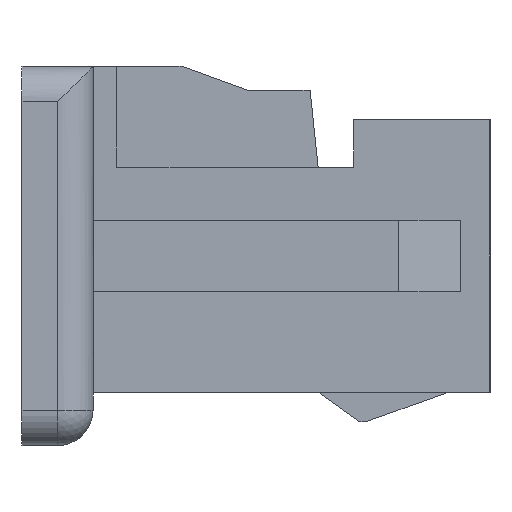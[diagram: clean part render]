
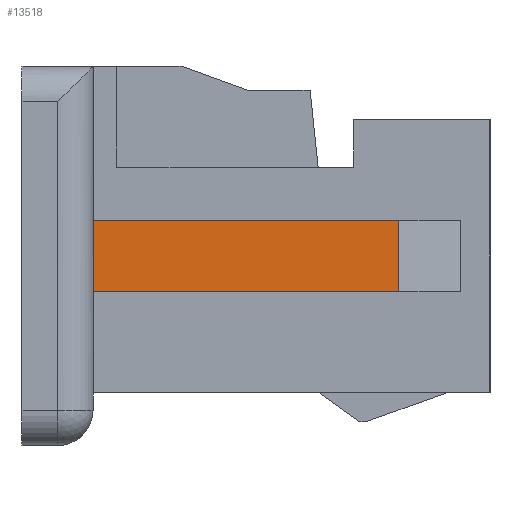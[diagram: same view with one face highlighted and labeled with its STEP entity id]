
A CAD part, left-side view. The second image highlights one B-rep face of the part: STEP entity #13518.
In plain terms, the highlighted planar face has unit normal (-1, 0, 0).
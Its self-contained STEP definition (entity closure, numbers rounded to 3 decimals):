
#10449 = PLANE('',#10450);
#10450 = AXIS2_PLACEMENT_3D('',#10451,#10452,#10453);
#10451 = CARTESIAN_POINT('',(4.6,1.375,-1.6));
#10452 = DIRECTION('',(0.,-1.,0.));
#10453 = DIRECTION('',(1.,0.,0.));
#11775 = VERTEX_POINT('',#11776);
#11776 = CARTESIAN_POINT('',(-4.9,1.375,0.3));
#11790 = PLANE('',#11791);
#11791 = AXIS2_PLACEMENT_3D('',#11792,#11793,#11794);
#11792 = CARTESIAN_POINT('',(0.,0.,0.3));
#11793 = DIRECTION('',(0.,0.,1.));
#11794 = DIRECTION('',(1.,0.,0.));
#11802 = EDGE_CURVE('',#11803,#11775,#11805,.T.);
#11803 = VERTEX_POINT('',#11804);
#11804 = CARTESIAN_POINT('',(-4.9,1.375,-0.3));
#11805 = SURFACE_CURVE('',#11806,(#11810,#11817),.PCURVE_S1.);
#11806 = LINE('',#11807,#11808);
#11807 = CARTESIAN_POINT('',(-4.9,1.375,-0.3));
#11808 = VECTOR('',#11809,1.);
#11809 = DIRECTION('',(0.,0.,1.));
#11810 = PCURVE('',#10449,#11811);
#11811 = DEFINITIONAL_REPRESENTATION('',(#11812),#11816);
#11812 = LINE('',#11813,#11814);
#11813 = CARTESIAN_POINT('',(-9.5,1.3));
#11814 = VECTOR('',#11815,1.);
#11815 = DIRECTION('',(0.,1.));
#11816 = ( GEOMETRIC_REPRESENTATION_CONTEXT(2) 
PARAMETRIC_REPRESENTATION_CONTEXT() REPRESENTATION_CONTEXT('2D SPACE',''
  ) );
#11817 = PCURVE('',#11818,#11823);
#11818 = PLANE('',#11819);
#11819 = AXIS2_PLACEMENT_3D('',#11820,#11821,#11822);
#11820 = CARTESIAN_POINT('',(-4.9,1.375,-0.3));
#11821 = DIRECTION('',(-1.,0.,0.));
#11822 = DIRECTION('',(0.,-1.,0.));
#11823 = DEFINITIONAL_REPRESENTATION('',(#11824),#11828);
#11824 = LINE('',#11825,#11826);
#11825 = CARTESIAN_POINT('',(0.,0.));
#11826 = VECTOR('',#11827,1.);
#11827 = DIRECTION('',(0.,1.));
#11828 = ( GEOMETRIC_REPRESENTATION_CONTEXT(2) 
PARAMETRIC_REPRESENTATION_CONTEXT() REPRESENTATION_CONTEXT('2D SPACE',''
  ) );
#11846 = PLANE('',#11847);
#11847 = AXIS2_PLACEMENT_3D('',#11848,#11849,#11850);
#11848 = CARTESIAN_POINT('',(0.,0.,-0.3));
#11849 = DIRECTION('',(0.,0.,1.));
#11850 = DIRECTION('',(1.,0.,0.));
#12398 = PLANE('',#12399);
#12399 = AXIS2_PLACEMENT_3D('',#12400,#12401,#12402);
#12400 = CARTESIAN_POINT('',(-4.9,-1.205,-0.3));
#12401 = DIRECTION('',(-0.866,-0.5,0.));
#12402 = DIRECTION('',(0.5,-0.866,0.));
#13301 = VERTEX_POINT('',#13302);
#13302 = CARTESIAN_POINT('',(-4.9,-1.205,0.3));
#13323 = EDGE_CURVE('',#11775,#13301,#13324,.T.);
#13324 = SURFACE_CURVE('',#13325,(#13329,#13336),.PCURVE_S1.);
#13325 = LINE('',#13326,#13327);
#13326 = CARTESIAN_POINT('',(-4.9,1.375,0.3));
#13327 = VECTOR('',#13328,1.);
#13328 = DIRECTION('',(0.,-1.,0.));
#13329 = PCURVE('',#11790,#13330);
#13330 = DEFINITIONAL_REPRESENTATION('',(#13331),#13335);
#13331 = LINE('',#13332,#13333);
#13332 = CARTESIAN_POINT('',(-4.9,1.375));
#13333 = VECTOR('',#13334,1.);
#13334 = DIRECTION('',(0.,-1.));
#13335 = ( GEOMETRIC_REPRESENTATION_CONTEXT(2) 
PARAMETRIC_REPRESENTATION_CONTEXT() REPRESENTATION_CONTEXT('2D SPACE',''
  ) );
#13336 = PCURVE('',#11818,#13337);
#13337 = DEFINITIONAL_REPRESENTATION('',(#13338),#13342);
#13338 = LINE('',#13339,#13340);
#13339 = CARTESIAN_POINT('',(0.,0.6));
#13340 = VECTOR('',#13341,1.);
#13341 = DIRECTION('',(1.,0.));
#13342 = ( GEOMETRIC_REPRESENTATION_CONTEXT(2) 
PARAMETRIC_REPRESENTATION_CONTEXT() REPRESENTATION_CONTEXT('2D SPACE',''
  ) );
#13399 = VERTEX_POINT('',#13400);
#13400 = CARTESIAN_POINT('',(-4.9,-1.205,-0.3));
#13421 = EDGE_CURVE('',#13399,#13301,#13422,.T.);
#13422 = SURFACE_CURVE('',#13423,(#13427,#13434),.PCURVE_S1.);
#13423 = LINE('',#13424,#13425);
#13424 = CARTESIAN_POINT('',(-4.9,-1.205,-0.3));
#13425 = VECTOR('',#13426,1.);
#13426 = DIRECTION('',(0.,0.,1.));
#13427 = PCURVE('',#12398,#13428);
#13428 = DEFINITIONAL_REPRESENTATION('',(#13429),#13433);
#13429 = LINE('',#13430,#13431);
#13430 = CARTESIAN_POINT('',(0.,0.));
#13431 = VECTOR('',#13432,1.);
#13432 = DIRECTION('',(0.,1.));
#13433 = ( GEOMETRIC_REPRESENTATION_CONTEXT(2) 
PARAMETRIC_REPRESENTATION_CONTEXT() REPRESENTATION_CONTEXT('2D SPACE',''
  ) );
#13434 = PCURVE('',#11818,#13435);
#13435 = DEFINITIONAL_REPRESENTATION('',(#13436),#13440);
#13436 = LINE('',#13437,#13438);
#13437 = CARTESIAN_POINT('',(2.58,0.));
#13438 = VECTOR('',#13439,1.);
#13439 = DIRECTION('',(0.,1.));
#13440 = ( GEOMETRIC_REPRESENTATION_CONTEXT(2) 
PARAMETRIC_REPRESENTATION_CONTEXT() REPRESENTATION_CONTEXT('2D SPACE',''
  ) );
#13448 = EDGE_CURVE('',#11803,#13399,#13449,.T.);
#13449 = SURFACE_CURVE('',#13450,(#13454,#13461),.PCURVE_S1.);
#13450 = LINE('',#13451,#13452);
#13451 = CARTESIAN_POINT('',(-4.9,1.375,-0.3));
#13452 = VECTOR('',#13453,1.);
#13453 = DIRECTION('',(0.,-1.,0.));
#13454 = PCURVE('',#11846,#13455);
#13455 = DEFINITIONAL_REPRESENTATION('',(#13456),#13460);
#13456 = LINE('',#13457,#13458);
#13457 = CARTESIAN_POINT('',(-4.9,1.375));
#13458 = VECTOR('',#13459,1.);
#13459 = DIRECTION('',(0.,-1.));
#13460 = ( GEOMETRIC_REPRESENTATION_CONTEXT(2) 
PARAMETRIC_REPRESENTATION_CONTEXT() REPRESENTATION_CONTEXT('2D SPACE',''
  ) );
#13461 = PCURVE('',#11818,#13462);
#13462 = DEFINITIONAL_REPRESENTATION('',(#13463),#13467);
#13463 = LINE('',#13464,#13465);
#13464 = CARTESIAN_POINT('',(0.,0.));
#13465 = VECTOR('',#13466,1.);
#13466 = DIRECTION('',(1.,0.));
#13467 = ( GEOMETRIC_REPRESENTATION_CONTEXT(2) 
PARAMETRIC_REPRESENTATION_CONTEXT() REPRESENTATION_CONTEXT('2D SPACE',''
  ) );
#13518 = ADVANCED_FACE('',(#13519),#11818,.T.);
#13519 = FACE_BOUND('',#13520,.F.);
#13520 = EDGE_LOOP('',(#13521,#13522,#13523,#13524));
#13521 = ORIENTED_EDGE('',*,*,#13448,.F.);
#13522 = ORIENTED_EDGE('',*,*,#11802,.T.);
#13523 = ORIENTED_EDGE('',*,*,#13323,.T.);
#13524 = ORIENTED_EDGE('',*,*,#13421,.F.);
